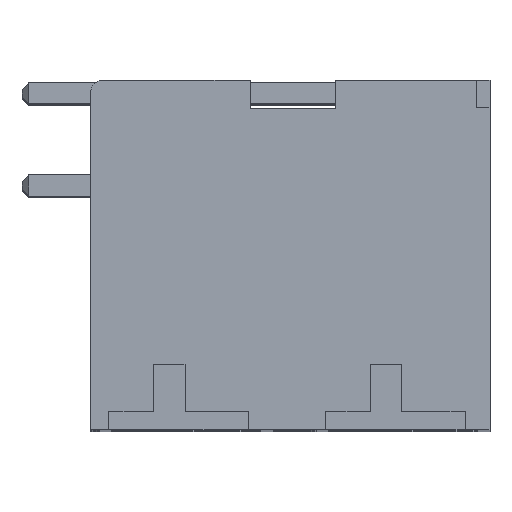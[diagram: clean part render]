
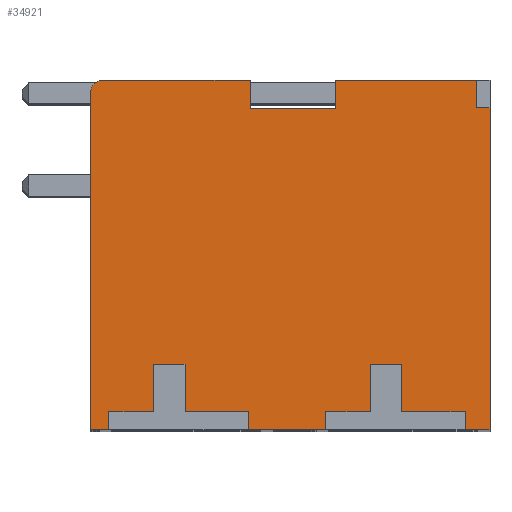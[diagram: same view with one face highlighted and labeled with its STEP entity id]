
A CAD part, top view. The second image highlights one B-rep face of the part: STEP entity #34921.
In plain terms, the highlighted planar face has unit normal (0, 0, 1).
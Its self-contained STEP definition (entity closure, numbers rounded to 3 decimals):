
#9082=DIRECTION('',(-1.,0.,0.));
#9083=VECTOR('',#9082,5.39);
#9084=CARTESIAN_POINT('',(11.703,13.3,33.7));
#9085=LINE('',#9084,#9083);
#9214=DIRECTION('',(0.,-1.,0.));
#9215=VECTOR('',#9214,1.092);
#9216=CARTESIAN_POINT('',(6.313,13.3,33.7));
#9217=LINE('',#9216,#9215);
#9302=DIRECTION('',(0.,1.,0.));
#9303=VECTOR('',#9302,1.092);
#9304=CARTESIAN_POINT('',(3.074,12.208,33.7));
#9305=LINE('',#9304,#9303);
#9630=DIRECTION('',(-1.,0.,0.));
#9631=VECTOR('',#9630,5.716);
#9632=CARTESIAN_POINT('',(3.074,13.3,33.7));
#9633=LINE('',#9632,#9631);
#9898=DIRECTION('',(0.,-1.,0.));
#9899=VECTOR('',#9898,0.02);
#9900=CARTESIAN_POINT('',(-2.641,13.3,33.7));
#9901=LINE('',#9900,#9899);
#11920=DIRECTION('',(-1.,0.,0.));
#11921=VECTOR('',#11920,3.238);
#11922=CARTESIAN_POINT('',(6.313,12.208,33.7));
#11923=LINE('',#11922,#11921);
#11924=DIRECTION('',(0.,1.,0.));
#11925=VECTOR('',#11924,0.7);
#11926=CARTESIAN_POINT('',(11.25,0.,33.7));
#11927=LINE('',#11926,#11925);
#11928=DIRECTION('',(1.,0.,0.));
#11929=VECTOR('',#11928,2.4);
#11930=CARTESIAN_POINT('',(8.85,0.7,33.7));
#11931=LINE('',#11930,#11929);
#11932=DIRECTION('',(0.,-1.,0.));
#11933=VECTOR('',#11932,1.8);
#11934=CARTESIAN_POINT('',(8.85,2.5,33.7));
#11935=LINE('',#11934,#11933);
#11936=DIRECTION('',(1.,0.,0.));
#11937=VECTOR('',#11936,1.2);
#11938=CARTESIAN_POINT('',(7.65,2.5,33.7));
#11939=LINE('',#11938,#11937);
#11940=DIRECTION('',(0.,1.,0.));
#11941=VECTOR('',#11940,1.8);
#11942=CARTESIAN_POINT('',(7.65,0.7,33.7));
#11943=LINE('',#11942,#11941);
#11944=DIRECTION('',(1.,0.,0.));
#11945=VECTOR('',#11944,1.7);
#11946=CARTESIAN_POINT('',(5.95,0.7,33.7));
#11947=LINE('',#11946,#11945);
#11948=DIRECTION('',(0.,1.,0.));
#11949=VECTOR('',#11948,0.7);
#11950=CARTESIAN_POINT('',(5.95,0.,33.7));
#11951=LINE('',#11950,#11949);
#11952=DIRECTION('',(-1.,0.,0.));
#11953=VECTOR('',#11952,2.95);
#11954=CARTESIAN_POINT('',(5.95,0.,33.7));
#11955=LINE('',#11954,#11953);
#11956=DIRECTION('',(0.,1.,0.));
#11957=VECTOR('',#11956,0.7);
#11958=CARTESIAN_POINT('',(3.,0.,33.7));
#11959=LINE('',#11958,#11957);
#11960=DIRECTION('',(1.,0.,0.));
#11961=VECTOR('',#11960,2.4);
#11962=CARTESIAN_POINT('',(0.6,0.7,33.7));
#11963=LINE('',#11962,#11961);
#11964=DIRECTION('',(0.,-1.,0.));
#11965=VECTOR('',#11964,1.8);
#11966=CARTESIAN_POINT('',(0.6,2.5,33.7));
#11967=LINE('',#11966,#11965);
#11968=DIRECTION('',(1.,0.,0.));
#11969=VECTOR('',#11968,1.2);
#11970=CARTESIAN_POINT('',(-0.6,2.5,33.7));
#11971=LINE('',#11970,#11969);
#11972=DIRECTION('',(0.,1.,0.));
#11973=VECTOR('',#11972,1.8);
#11974=CARTESIAN_POINT('',(-0.6,0.7,33.7));
#11975=LINE('',#11974,#11973);
#11976=DIRECTION('',(1.,0.,0.));
#11977=VECTOR('',#11976,1.7);
#11978=CARTESIAN_POINT('',(-2.3,0.7,33.7));
#11979=LINE('',#11978,#11977);
#11980=DIRECTION('',(0.,1.,0.));
#11981=VECTOR('',#11980,0.7);
#11982=CARTESIAN_POINT('',(-2.3,0.,33.7));
#11983=LINE('',#11982,#11981);
#11984=DIRECTION('',(-1.,0.,0.));
#11985=VECTOR('',#11984,0.7);
#11986=CARTESIAN_POINT('',(-2.3,0.,33.7));
#11987=LINE('',#11986,#11985);
#11988=DIRECTION('',(0.,1.,0.));
#11989=VECTOR('',#11988,12.8);
#11990=CARTESIAN_POINT('',(-3.,0.,33.7));
#11991=LINE('',#11990,#11989);
#11992=CARTESIAN_POINT('',(-2.5,12.8,33.7));
#11993=DIRECTION('',(0.,0.,-1.));
#11994=DIRECTION('',(-1.,0.,0.));
#11995=AXIS2_PLACEMENT_3D('',#11992,#11993,#11994);
#11997=DIRECTION('',(0.,-1.,0.));
#11998=VECTOR('',#11997,12.25);
#11999=CARTESIAN_POINT('',(12.2,12.25,33.7));
#12000=LINE('',#11999,#11998);
#12001=DIRECTION('',(-1.,0.,0.));
#12002=VECTOR('',#12001,0.95);
#12003=CARTESIAN_POINT('',(12.2,0.,33.7));
#12004=LINE('',#12003,#12002);
#12164=DIRECTION('',(0.,1.,0.));
#12165=VECTOR('',#12164,1.05);
#12166=CARTESIAN_POINT('',(11.703,12.25,33.7));
#12167=LINE('',#12166,#12165);
#12180=DIRECTION('',(-1.,0.,0.));
#12181=VECTOR('',#12180,0.497);
#12182=CARTESIAN_POINT('',(12.2,12.25,33.7));
#12183=LINE('',#12182,#12181);
#13114=CARTESIAN_POINT('',(-3.,0.,33.7));
#13115=VERTEX_POINT('',#13114);
#13196=CARTESIAN_POINT('',(12.2,12.25,33.7));
#13197=CARTESIAN_POINT('',(12.2,0.,33.7));
#13198=VERTEX_POINT('',#13196);
#13199=VERTEX_POINT('',#13197);
#13206=CARTESIAN_POINT('',(11.703,13.3,33.7));
#13207=VERTEX_POINT('',#13206);
#13208=CARTESIAN_POINT('',(6.313,13.3,33.7));
#13209=VERTEX_POINT('',#13208);
#13210=CARTESIAN_POINT('',(6.313,12.208,33.7));
#13211=VERTEX_POINT('',#13210);
#13220=CARTESIAN_POINT('',(3.074,12.208,33.7));
#13221=CARTESIAN_POINT('',(3.074,13.3,33.7));
#13222=VERTEX_POINT('',#13220);
#13223=VERTEX_POINT('',#13221);
#13232=CARTESIAN_POINT('',(-2.641,13.3,33.7));
#13233=VERTEX_POINT('',#13232);
#13234=CARTESIAN_POINT('',(-2.641,13.28,33.7));
#13235=VERTEX_POINT('',#13234);
#13264=CARTESIAN_POINT('',(-3.,12.8,33.7));
#13265=VERTEX_POINT('',#13264);
#13266=CARTESIAN_POINT('',(11.703,12.25,33.7));
#13267=VERTEX_POINT('',#13266);
#13510=CARTESIAN_POINT('',(11.25,0.7,33.7));
#13511=VERTEX_POINT('',#13510);
#13512=CARTESIAN_POINT('',(11.25,0.,33.7));
#13513=VERTEX_POINT('',#13512);
#13514=CARTESIAN_POINT('',(5.95,0.,33.7));
#13515=VERTEX_POINT('',#13514);
#13516=CARTESIAN_POINT('',(5.95,0.7,33.7));
#13517=VERTEX_POINT('',#13516);
#13518=CARTESIAN_POINT('',(7.65,0.7,33.7));
#13519=VERTEX_POINT('',#13518);
#13520=CARTESIAN_POINT('',(7.65,2.5,33.7));
#13521=VERTEX_POINT('',#13520);
#13522=CARTESIAN_POINT('',(8.85,2.5,33.7));
#13523=VERTEX_POINT('',#13522);
#13524=CARTESIAN_POINT('',(8.85,0.7,33.7));
#13525=VERTEX_POINT('',#13524);
#13526=CARTESIAN_POINT('',(3.,0.,33.7));
#13527=VERTEX_POINT('',#13526);
#13528=CARTESIAN_POINT('',(-2.3,0.,33.7));
#13529=VERTEX_POINT('',#13528);
#13530=CARTESIAN_POINT('',(-2.3,0.7,33.7));
#13531=VERTEX_POINT('',#13530);
#13532=CARTESIAN_POINT('',(-0.6,0.7,33.7));
#13533=VERTEX_POINT('',#13532);
#13534=CARTESIAN_POINT('',(-0.6,2.5,33.7));
#13535=VERTEX_POINT('',#13534);
#13536=CARTESIAN_POINT('',(0.6,2.5,33.7));
#13537=VERTEX_POINT('',#13536);
#13538=CARTESIAN_POINT('',(0.6,0.7,33.7));
#13539=VERTEX_POINT('',#13538);
#13540=CARTESIAN_POINT('',(3.,0.7,33.7));
#13541=VERTEX_POINT('',#13540);
#34868=CARTESIAN_POINT('',(0.,0.,33.7));
#34869=DIRECTION('',(0.,0.,1.));
#34870=DIRECTION('',(1.,0.,0.));
#34871=AXIS2_PLACEMENT_3D('',#34868,#34869,#34870);
#34872=PLANE('',#34871);
#34874=ORIENTED_EDGE('',*,*,#34873,.T.);
#34876=ORIENTED_EDGE('',*,*,#34875,.F.);
#34878=ORIENTED_EDGE('',*,*,#34877,.F.);
#34880=ORIENTED_EDGE('',*,*,#34879,.F.);
#34882=ORIENTED_EDGE('',*,*,#34881,.F.);
#34884=ORIENTED_EDGE('',*,*,#34883,.F.);
#34886=ORIENTED_EDGE('',*,*,#34885,.F.);
#34887=ORIENTED_EDGE('',*,*,#17345,.T.);
#34889=ORIENTED_EDGE('',*,*,#34888,.T.);
#34891=ORIENTED_EDGE('',*,*,#34890,.F.);
#34893=ORIENTED_EDGE('',*,*,#34892,.F.);
#34895=ORIENTED_EDGE('',*,*,#34894,.F.);
#34897=ORIENTED_EDGE('',*,*,#34896,.F.);
#34899=ORIENTED_EDGE('',*,*,#34898,.F.);
#34901=ORIENTED_EDGE('',*,*,#34900,.F.);
#34902=ORIENTED_EDGE('',*,*,#17337,.T.);
#34904=ORIENTED_EDGE('',*,*,#34903,.T.);
#34906=ORIENTED_EDGE('',*,*,#34905,.T.);
#34907=ORIENTED_EDGE('',*,*,#31250,.F.);
#34908=ORIENTED_EDGE('',*,*,#31220,.F.);
#34909=ORIENTED_EDGE('',*,*,#30579,.F.);
#34910=ORIENTED_EDGE('',*,*,#34863,.F.);
#34911=ORIENTED_EDGE('',*,*,#30397,.F.);
#34912=ORIENTED_EDGE('',*,*,#30382,.F.);
#34914=ORIENTED_EDGE('',*,*,#34913,.F.);
#34916=ORIENTED_EDGE('',*,*,#34915,.F.);
#34917=ORIENTED_EDGE('',*,*,#30220,.T.);
#34918=ORIENTED_EDGE('',*,*,#17353,.T.);
#34919=EDGE_LOOP('',(#34874,#34876,#34878,#34880,#34882,#34884,#34886,#34887,
#34889,#34891,#34893,#34895,#34897,#34899,#34901,#34902,#34904,#34906,#34907,
#34908,#34909,#34910,#34911,#34912,#34914,#34916,#34917,#34918));
#34920=FACE_OUTER_BOUND('',#34919,.F.);
#11996=CIRCLE('',#11995,0.5);
#17337=EDGE_CURVE('',#13529,#13115,#11987,.T.);
#17345=EDGE_CURVE('',#13515,#13527,#11955,.T.);
#17353=EDGE_CURVE('',#13199,#13513,#12004,.T.);
#30220=EDGE_CURVE('',#13198,#13199,#12000,.T.);
#30382=EDGE_CURVE('',#13207,#13209,#9085,.T.);
#30397=EDGE_CURVE('',#13209,#13211,#9217,.T.);
#30579=EDGE_CURVE('',#13222,#13223,#9305,.T.);
#31220=EDGE_CURVE('',#13223,#13233,#9633,.T.);
#31250=EDGE_CURVE('',#13233,#13235,#9901,.T.);
#34863=EDGE_CURVE('',#13211,#13222,#11923,.T.);
#34873=EDGE_CURVE('',#13513,#13511,#11927,.T.);
#34875=EDGE_CURVE('',#13525,#13511,#11931,.T.);
#34877=EDGE_CURVE('',#13523,#13525,#11935,.T.);
#34879=EDGE_CURVE('',#13521,#13523,#11939,.T.);
#34881=EDGE_CURVE('',#13519,#13521,#11943,.T.);
#34883=EDGE_CURVE('',#13517,#13519,#11947,.T.);
#34885=EDGE_CURVE('',#13515,#13517,#11951,.T.);
#34888=EDGE_CURVE('',#13527,#13541,#11959,.T.);
#34890=EDGE_CURVE('',#13539,#13541,#11963,.T.);
#34892=EDGE_CURVE('',#13537,#13539,#11967,.T.);
#34894=EDGE_CURVE('',#13535,#13537,#11971,.T.);
#34896=EDGE_CURVE('',#13533,#13535,#11975,.T.);
#34898=EDGE_CURVE('',#13531,#13533,#11979,.T.);
#34900=EDGE_CURVE('',#13529,#13531,#11983,.T.);
#34903=EDGE_CURVE('',#13115,#13265,#11991,.T.);
#34905=EDGE_CURVE('',#13265,#13235,#11996,.T.);
#34913=EDGE_CURVE('',#13267,#13207,#12167,.T.);
#34915=EDGE_CURVE('',#13198,#13267,#12183,.T.);
#34921=ADVANCED_FACE('',(#34920),#34872,.T.);
